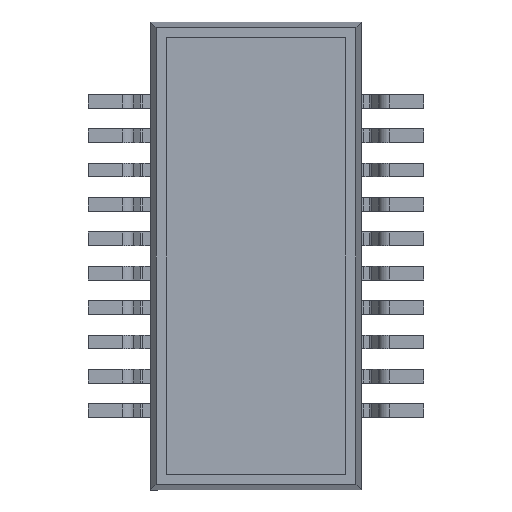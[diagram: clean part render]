
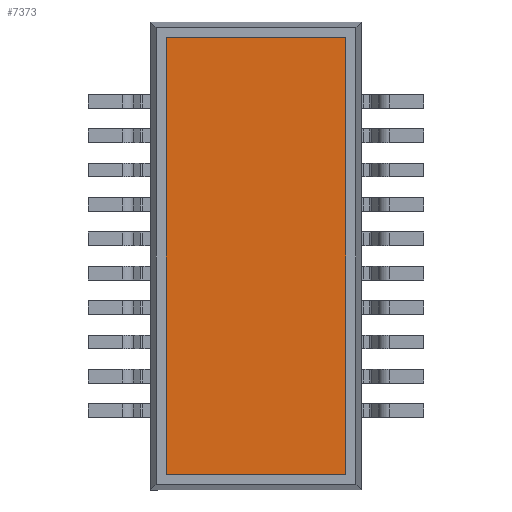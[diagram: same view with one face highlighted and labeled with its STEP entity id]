
A CAD part, front view. The second image highlights one B-rep face of the part: STEP entity #7373.
In plain terms, the highlighted planar face has unit normal (0, -1, 0).
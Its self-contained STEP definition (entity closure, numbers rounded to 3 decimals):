
#287 = DIRECTION ( 'NONE',  ( 0., 1., 0. ) ) ;
#362 = CARTESIAN_POINT ( 'NONE',  ( -1.66, 0.102, -4.035 ) ) ;
#426 = DIRECTION ( 'NONE',  ( 0., 0., 1. ) ) ;
#573 = ORIENTED_EDGE ( 'NONE', *, *, #9021, .F. ) ;
#598 = VECTOR ( 'NONE', #1915, 1000. ) ;
#765 = VERTEX_POINT ( 'NONE', #6838 ) ;
#886 = CARTESIAN_POINT ( 'NONE',  ( 1.66, 0.102, 0. ) ) ;
#1234 = CARTESIAN_POINT ( 'NONE',  ( -1.66, 0.102, 0. ) ) ;
#1672 = VERTEX_POINT ( 'NONE', #3144 ) ;
#1674 = DIRECTION ( 'NONE',  ( 0., 0., -1. ) ) ;
#1914 = CARTESIAN_POINT ( 'NONE',  ( 0., 0.102, 0. ) ) ;
#1915 = DIRECTION ( 'NONE',  ( 0., 0., 1. ) ) ;
#2024 = EDGE_CURVE ( 'NONE', #1672, #9840, #5530, .T. ) ;
#2377 = ORIENTED_EDGE ( 'NONE', *, *, #8277, .F. ) ;
#2493 = LINE ( 'NONE', #5541, #8810 ) ;
#2515 = ORIENTED_EDGE ( 'NONE', *, *, #4479, .F. ) ;
#2935 = VECTOR ( 'NONE', #3907, 1000. ) ;
#3144 = CARTESIAN_POINT ( 'NONE',  ( -1.66, 0.102, 4.035 ) ) ;
#3907 = DIRECTION ( 'NONE',  ( 1., 0., 0. ) ) ;
#3962 = ORIENTED_EDGE ( 'NONE', *, *, #2024, .F. ) ;
#4042 = PLANE ( 'NONE',  #7999 ) ;
#4137 = LINE ( 'NONE', #1234, #598 ) ;
#4179 = CARTESIAN_POINT ( 'NONE',  ( 1.66, 0.102, 4.035 ) ) ;
#4479 = EDGE_CURVE ( 'NONE', #5407, #1672, #4137, .T. ) ;
#4610 = VECTOR ( 'NONE', #1674, 1000. ) ;
#4672 = EDGE_LOOP ( 'NONE', ( #573, #3962, #2515, #2377 ) ) ;
#5407 = VERTEX_POINT ( 'NONE', #362 ) ;
#5530 = LINE ( 'NONE', #9353, #2935 ) ;
#5541 = CARTESIAN_POINT ( 'NONE',  ( 0., 0.102, -4.035 ) ) ;
#6838 = CARTESIAN_POINT ( 'NONE',  ( 1.66, 0.102, -4.035 ) ) ;
#7259 = FACE_OUTER_BOUND ( 'NONE', #4672, .T. ) ;
#7373 = ADVANCED_FACE ( 'NONE', ( #7259 ), #4042, .F. ) ;
#7639 = LINE ( 'NONE', #886, #4610 ) ;
#7999 = AXIS2_PLACEMENT_3D ( 'NONE', #1914, #287, #426 ) ;
#8277 = EDGE_CURVE ( 'NONE', #765, #5407, #2493, .T. ) ;
#8598 = DIRECTION ( 'NONE',  ( -1., 0., 0. ) ) ;
#8810 = VECTOR ( 'NONE', #8598, 1000. ) ;
#9021 = EDGE_CURVE ( 'NONE', #9840, #765, #7639, .T. ) ;
#9353 = CARTESIAN_POINT ( 'NONE',  ( 0., 0.102, 4.035 ) ) ;
#9840 = VERTEX_POINT ( 'NONE', #4179 ) ;
